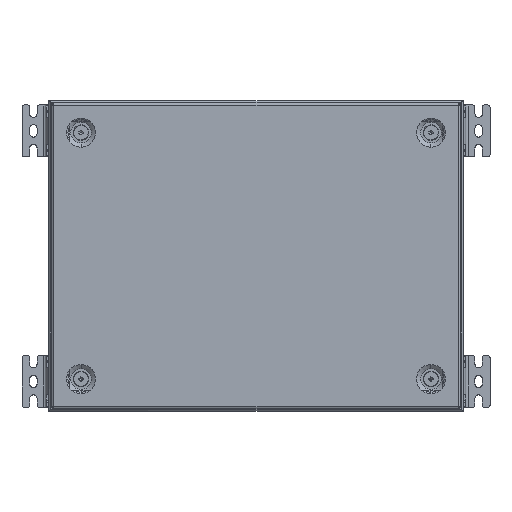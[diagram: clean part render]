
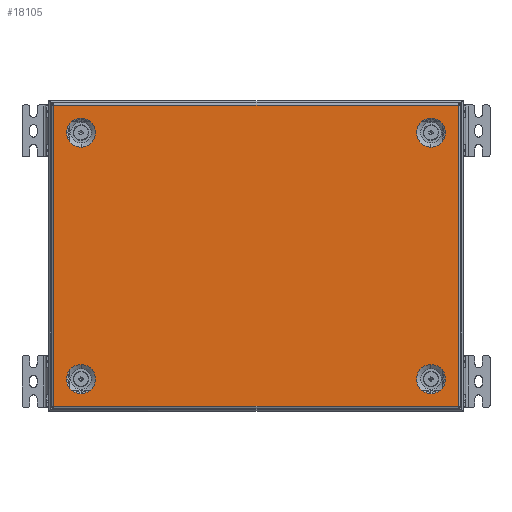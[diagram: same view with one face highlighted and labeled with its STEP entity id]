
A CAD part, top view. The second image highlights one B-rep face of the part: STEP entity #18105.
In plain terms, the highlighted planar face has unit normal (0, 0, 1).
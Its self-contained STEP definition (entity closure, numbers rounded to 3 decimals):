
#94 = VERTEX_POINT ( 'NONE', #17984 ) ;
#382 = EDGE_LOOP ( 'NONE', ( #13442, #19702 ) ) ;
#447 = ORIENTED_EDGE ( 'NONE', *, *, #2946, .F. ) ;
#628 = CARTESIAN_POINT ( 'NONE',  ( 169., 119., 0. ) ) ;
#786 = LINE ( 'NONE', #21365, #7435 ) ;
#901 = CARTESIAN_POINT ( 'NONE',  ( 0., 0., 0. ) ) ;
#921 = CARTESIAN_POINT ( 'NONE',  ( -169., 133., 0. ) ) ;
#1055 = VERTEX_POINT ( 'NONE', #25343 ) ;
#1093 = EDGE_CURVE ( 'NONE', #17213, #24665, #14998, .T. ) ;
#1212 = ORIENTED_EDGE ( 'NONE', *, *, #24881, .T. ) ;
#1282 = DIRECTION ( 'NONE',  ( 1., 0., 0. ) ) ;
#1444 = ORIENTED_EDGE ( 'NONE', *, *, #26053, .F. ) ;
#1615 = CARTESIAN_POINT ( 'NONE',  ( 195.5, 145.5, 0. ) ) ;
#2012 = VERTEX_POINT ( 'NONE', #14203 ) ;
#2689 = DIRECTION ( 'NONE',  ( 1., 0., 0. ) ) ;
#2819 = DIRECTION ( 'NONE',  ( -1., 0., 0. ) ) ;
#2946 = EDGE_CURVE ( 'NONE', #10209, #17477, #6766, .T. ) ;
#3188 = ORIENTED_EDGE ( 'NONE', *, *, #9011, .F. ) ;
#3284 = CARTESIAN_POINT ( 'NONE',  ( 195.793, 145.5, 0. ) ) ;
#3299 = VECTOR ( 'NONE', #7066, 1000. ) ;
#3604 = DIRECTION ( 'NONE',  ( 1., 0., 0. ) ) ;
#4144 = AXIS2_PLACEMENT_3D ( 'NONE', #628, #21227, #2819 ) ;
#4212 = ORIENTED_EDGE ( 'NONE', *, *, #15166, .F. ) ;
#4579 = VERTEX_POINT ( 'NONE', #13732 ) ;
#4863 = DIRECTION ( 'NONE',  ( 0., 0., 1. ) ) ;
#4919 = DIRECTION ( 'NONE',  ( 0., -1., 0. ) ) ;
#5272 = VERTEX_POINT ( 'NONE', #12322 ) ;
#5598 = AXIS2_PLACEMENT_3D ( 'NONE', #901, #13450, #2689 ) ;
#5641 = DIRECTION ( 'NONE',  ( 0., 0., 1. ) ) ;
#5747 = VERTEX_POINT ( 'NONE', #16541 ) ;
#5883 = DIRECTION ( 'NONE',  ( 1., 0., 0. ) ) ;
#5891 = EDGE_CURVE ( 'NONE', #5272, #7625, #18307, .T. ) ;
#5915 = AXIS2_PLACEMENT_3D ( 'NONE', #7442, #19869, #9629 ) ;
#6102 = DIRECTION ( 'NONE',  ( 0., 0., 1. ) ) ;
#6300 = CARTESIAN_POINT ( 'NONE',  ( -169., -133., 0. ) ) ;
#6766 = CIRCLE ( 'NONE', #5915, 14. ) ;
#6919 = DIRECTION ( 'NONE',  ( -1., 0., 0. ) ) ;
#6957 = LINE ( 'NONE', #19114, #17632 ) ;
#6981 = ORIENTED_EDGE ( 'NONE', *, *, #1093, .T. ) ;
#7066 = DIRECTION ( 'NONE',  ( 1., 0., 0. ) ) ;
#7435 = VECTOR ( 'NONE', #6919, 1000. ) ;
#7442 = CARTESIAN_POINT ( 'NONE',  ( -169., -119., 0. ) ) ;
#7446 = ORIENTED_EDGE ( 'NONE', *, *, #5891, .T. ) ;
#7625 = VERTEX_POINT ( 'NONE', #1615 ) ;
#7938 = DIRECTION ( 'NONE',  ( 0., 1., 0. ) ) ;
#8691 = VERTEX_POINT ( 'NONE', #921 ) ;
#8733 = EDGE_LOOP ( 'NONE', ( #4212, #26133 ) ) ;
#8788 = VERTEX_POINT ( 'NONE', #24502 ) ;
#9011 = EDGE_CURVE ( 'NONE', #14832, #8788, #21046, .T. ) ;
#9225 = ORIENTED_EDGE ( 'NONE', *, *, #24302, .F. ) ;
#9271 = LINE ( 'NONE', #3284, #24215 ) ;
#9455 = ORIENTED_EDGE ( 'NONE', *, *, #23287, .T. ) ;
#9531 = CARTESIAN_POINT ( 'NONE',  ( 169., 133., 0. ) ) ;
#9629 = DIRECTION ( 'NONE',  ( -1., 0., 0. ) ) ;
#10105 = EDGE_CURVE ( 'NONE', #94, #17213, #6957, .T. ) ;
#10209 = VERTEX_POINT ( 'NONE', #12826 ) ;
#10450 = CIRCLE ( 'NONE', #22474, 14. ) ;
#10549 = ORIENTED_EDGE ( 'NONE', *, *, #23394, .T. ) ;
#10676 = AXIS2_PLACEMENT_3D ( 'NONE', #23540, #4863, #23131 ) ;
#10812 = ORIENTED_EDGE ( 'NONE', *, *, #11312, .T. ) ;
#10839 = CARTESIAN_POINT ( 'NONE',  ( 197.5, -145.5, 0. ) ) ;
#10861 = FACE_BOUND ( 'NONE', #23013, .T. ) ;
#11180 = CIRCLE ( 'NONE', #16460, 14. ) ;
#11312 = EDGE_CURVE ( 'NONE', #1055, #5272, #19297, .T. ) ;
#11348 = VERTEX_POINT ( 'NONE', #12490 ) ;
#11827 = VECTOR ( 'NONE', #25414, 1000. ) ;
#12165 = EDGE_CURVE ( 'NONE', #8691, #17293, #14240, .T. ) ;
#12322 = CARTESIAN_POINT ( 'NONE',  ( 195.5, -145.5, 0. ) ) ;
#12490 = CARTESIAN_POINT ( 'NONE',  ( -195.4, 145.5, 0. ) ) ;
#12624 = CARTESIAN_POINT ( 'NONE',  ( 169., 119., 0. ) ) ;
#12826 = CARTESIAN_POINT ( 'NONE',  ( -169., -105., 0. ) ) ;
#12841 = CIRCLE ( 'NONE', #4144, 14. ) ;
#12872 = CARTESIAN_POINT ( 'NONE',  ( -195.4, -145.5, 0. ) ) ;
#12917 = FACE_BOUND ( 'NONE', #382, .T. ) ;
#13372 = DIRECTION ( 'NONE',  ( -1., 0., 0. ) ) ;
#13442 = ORIENTED_EDGE ( 'NONE', *, *, #17382, .F. ) ;
#13450 = DIRECTION ( 'NONE',  ( 0., 0., 1. ) ) ;
#13732 = CARTESIAN_POINT ( 'NONE',  ( 169., -133., 0. ) ) ;
#14050 = ORIENTED_EDGE ( 'NONE', *, *, #10105, .T. ) ;
#14061 = LINE ( 'NONE', #15838, #19386 ) ;
#14203 = CARTESIAN_POINT ( 'NONE',  ( 169., -105., 0. ) ) ;
#14240 = CIRCLE ( 'NONE', #19458, 14. ) ;
#14789 = CARTESIAN_POINT ( 'NONE',  ( -195.5, -145.5, 0. ) ) ;
#14832 = VERTEX_POINT ( 'NONE', #9531 ) ;
#14998 = LINE ( 'NONE', #23308, #3299 ) ;
#15166 = EDGE_CURVE ( 'NONE', #2012, #4579, #18953, .T. ) ;
#15838 = CARTESIAN_POINT ( 'NONE',  ( -195.793, -145.5, 0. ) ) ;
#15851 = CARTESIAN_POINT ( 'NONE',  ( -169., 119., 0. ) ) ;
#15932 = VECTOR ( 'NONE', #20812, 1000. ) ;
#16081 = ORIENTED_EDGE ( 'NONE', *, *, #25194, .F. ) ;
#16435 = CARTESIAN_POINT ( 'NONE',  ( 169., -119., 0. ) ) ;
#16460 = AXIS2_PLACEMENT_3D ( 'NONE', #21850, #22264, #1282 ) ;
#16541 = CARTESIAN_POINT ( 'NONE',  ( 195.4, 145.5, 0. ) ) ;
#17213 = VERTEX_POINT ( 'NONE', #14789 ) ;
#17289 = FACE_BOUND ( 'NONE', #18827, .T. ) ;
#17293 = VERTEX_POINT ( 'NONE', #26080 ) ;
#17382 = EDGE_CURVE ( 'NONE', #17293, #8691, #11180, .T. ) ;
#17477 = VERTEX_POINT ( 'NONE', #6300 ) ;
#17632 = VECTOR ( 'NONE', #4919, 1000. ) ;
#17984 = CARTESIAN_POINT ( 'NONE',  ( -195.5, 145.5, 0. ) ) ;
#18105 = ADVANCED_FACE ( 'NONE', ( #25316, #12917, #17289, #10861, #25586 ), #21361, .T. ) ;
#18166 = DIRECTION ( 'NONE',  ( 1., 0., 0. ) ) ;
#18307 = LINE ( 'NONE', #26612, #23847 ) ;
#18827 = EDGE_LOOP ( 'NONE', ( #9225, #3188 ) ) ;
#18953 = CIRCLE ( 'NONE', #10676, 14. ) ;
#19114 = CARTESIAN_POINT ( 'NONE',  ( -195.5, 145.793, 0. ) ) ;
#19222 = DIRECTION ( 'NONE',  ( 0., 0., 1. ) ) ;
#19297 = LINE ( 'NONE', #10839, #15932 ) ;
#19329 = AXIS2_PLACEMENT_3D ( 'NONE', #12624, #6102, #22726 ) ;
#19386 = VECTOR ( 'NONE', #18166, 1000. ) ;
#19458 = AXIS2_PLACEMENT_3D ( 'NONE', #15851, #22529, #5883 ) ;
#19702 = ORIENTED_EDGE ( 'NONE', *, *, #12165, .F. ) ;
#19869 = DIRECTION ( 'NONE',  ( 0., 0., 1. ) ) ;
#20039 = EDGE_CURVE ( 'NONE', #4579, #2012, #20522, .T. ) ;
#20522 = CIRCLE ( 'NONE', #23979, 14. ) ;
#20812 = DIRECTION ( 'NONE',  ( 1., 0., 0. ) ) ;
#21046 = CIRCLE ( 'NONE', #19329, 14. ) ;
#21050 = LINE ( 'NONE', #23239, #11827 ) ;
#21227 = DIRECTION ( 'NONE',  ( 0., 0., 1. ) ) ;
#21361 = PLANE ( 'NONE',  #5598 ) ;
#21365 = CARTESIAN_POINT ( 'NONE',  ( 195.793, 145.5, 0. ) ) ;
#21850 = CARTESIAN_POINT ( 'NONE',  ( -169., 119., 0. ) ) ;
#22131 = EDGE_LOOP ( 'NONE', ( #9455, #10549, #1444, #14050, #6981, #1212, #10812, #7446 ) ) ;
#22264 = DIRECTION ( 'NONE',  ( 0., 0., 1. ) ) ;
#22474 = AXIS2_PLACEMENT_3D ( 'NONE', #23839, #19222, #23577 ) ;
#22529 = DIRECTION ( 'NONE',  ( 0., 0., 1. ) ) ;
#22726 = DIRECTION ( 'NONE',  ( -1., 0., 0. ) ) ;
#23013 = EDGE_LOOP ( 'NONE', ( #447, #16081 ) ) ;
#23131 = DIRECTION ( 'NONE',  ( 1., 0., 0. ) ) ;
#23239 = CARTESIAN_POINT ( 'NONE',  ( -197.5, 145.5, 0. ) ) ;
#23287 = EDGE_CURVE ( 'NONE', #7625, #5747, #9271, .T. ) ;
#23308 = CARTESIAN_POINT ( 'NONE',  ( -195.793, -145.5, 0. ) ) ;
#23394 = EDGE_CURVE ( 'NONE', #5747, #11348, #786, .T. ) ;
#23540 = CARTESIAN_POINT ( 'NONE',  ( 169., -119., 0. ) ) ;
#23577 = DIRECTION ( 'NONE',  ( -1., 0., 0. ) ) ;
#23839 = CARTESIAN_POINT ( 'NONE',  ( -169., -119., 0. ) ) ;
#23847 = VECTOR ( 'NONE', #7938, 1000. ) ;
#23979 = AXIS2_PLACEMENT_3D ( 'NONE', #16435, #5641, #3604 ) ;
#24215 = VECTOR ( 'NONE', #13372, 1000. ) ;
#24302 = EDGE_CURVE ( 'NONE', #8788, #14832, #12841, .T. ) ;
#24502 = CARTESIAN_POINT ( 'NONE',  ( 169., 105., 0. ) ) ;
#24665 = VERTEX_POINT ( 'NONE', #12872 ) ;
#24881 = EDGE_CURVE ( 'NONE', #24665, #1055, #14061, .T. ) ;
#25194 = EDGE_CURVE ( 'NONE', #17477, #10209, #10450, .T. ) ;
#25316 = FACE_OUTER_BOUND ( 'NONE', #22131, .T. ) ;
#25343 = CARTESIAN_POINT ( 'NONE',  ( 195.4, -145.5, 0. ) ) ;
#25414 = DIRECTION ( 'NONE',  ( 1., 0., 0. ) ) ;
#25586 = FACE_BOUND ( 'NONE', #8733, .T. ) ;
#26053 = EDGE_CURVE ( 'NONE', #94, #11348, #21050, .T. ) ;
#26080 = CARTESIAN_POINT ( 'NONE',  ( -169., 105., 0. ) ) ;
#26133 = ORIENTED_EDGE ( 'NONE', *, *, #20039, .F. ) ;
#26612 = CARTESIAN_POINT ( 'NONE',  ( 195.5, -145.793, 0. ) ) ;
